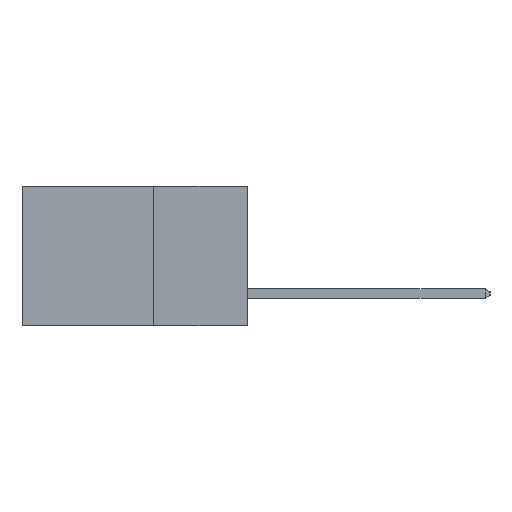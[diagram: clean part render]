
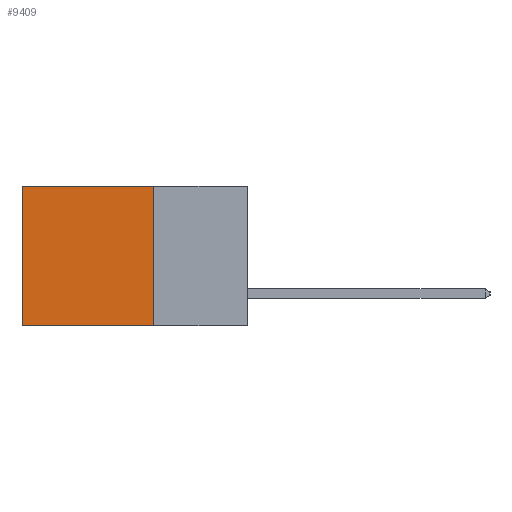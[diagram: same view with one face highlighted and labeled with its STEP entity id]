
A CAD part, left-side view. The second image highlights one B-rep face of the part: STEP entity #9409.
In plain terms, the highlighted planar face has unit normal (-1, 0, 0).
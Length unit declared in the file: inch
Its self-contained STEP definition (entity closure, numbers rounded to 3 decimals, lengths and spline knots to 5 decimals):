
#151 = VERTEX_POINT ( 'NONE', #5523 ) ;
#313 = ORIENTED_EDGE ( 'NONE', *, *, #5247, .T. ) ;
#377 = DIRECTION ( 'NONE',  ( 1., 0., 0. ) ) ;
#1748 = CARTESIAN_POINT ( 'NONE',  ( 0.298, 0.25, 0. ) ) ;
#2996 = EDGE_CURVE ( 'NONE', #4387, #151, #6424, .T. ) ;
#3110 = AXIS2_PLACEMENT_3D ( 'NONE', #11129, #377, #7139 ) ;
#3571 = DIRECTION ( 'NONE',  ( 0., 1., 0. ) ) ;
#3683 = CARTESIAN_POINT ( 'NONE',  ( 0.298, 0.25, -0.37 ) ) ;
#3733 = ORIENTED_EDGE ( 'NONE', *, *, #6957, .T. ) ;
#3896 = VECTOR ( 'NONE', #10197, 39.37008 ) ;
#4020 = CARTESIAN_POINT ( 'NONE',  ( 0.298, 0.6, -0.37 ) ) ;
#4280 = VERTEX_POINT ( 'NONE', #4020 ) ;
#4387 = VERTEX_POINT ( 'NONE', #6382 ) ;
#4915 = EDGE_LOOP ( 'NONE', ( #3733, #5327, #9521, #313 ) ) ;
#5247 = EDGE_CURVE ( 'NONE', #4387, #7451, #10157, .T. ) ;
#5327 = ORIENTED_EDGE ( 'NONE', *, *, #8433, .F. ) ;
#5523 = CARTESIAN_POINT ( 'NONE',  ( 0.298, 0.25, -0.37 ) ) ;
#5545 = CARTESIAN_POINT ( 'NONE',  ( 0.298, 0.25, 0. ) ) ;
#5700 = VECTOR ( 'NONE', #11272, 39.37008 ) ;
#5864 = FACE_OUTER_BOUND ( 'NONE', #4915, .T. ) ;
#6280 = PLANE ( 'NONE',  #3110 ) ;
#6321 = LINE ( 'NONE', #3683, #10438 ) ;
#6382 = CARTESIAN_POINT ( 'NONE',  ( 0.298, 0.25, 0. ) ) ;
#6424 = LINE ( 'NONE', #5545, #3896 ) ;
#6530 = CARTESIAN_POINT ( 'NONE',  ( 0.298, 0.6, 0. ) ) ;
#6957 = EDGE_CURVE ( 'NONE', #7451, #4280, #10928, .T. ) ;
#7139 = DIRECTION ( 'NONE',  ( 0., 0., -1. ) ) ;
#7451 = VERTEX_POINT ( 'NONE', #8933 ) ;
#8433 = EDGE_CURVE ( 'NONE', #151, #4280, #6321, .T. ) ;
#8933 = CARTESIAN_POINT ( 'NONE',  ( 0.298, 0.6, 0. ) ) ;
#9111 = VECTOR ( 'NONE', #11202, 39.37008 ) ;
#9409 = ADVANCED_FACE ( 'NONE', ( #5864 ), #6280, .F. ) ;
#9521 = ORIENTED_EDGE ( 'NONE', *, *, #2996, .F. ) ;
#10157 = LINE ( 'NONE', #1748, #5700 ) ;
#10197 = DIRECTION ( 'NONE',  ( 0., 0., -1. ) ) ;
#10438 = VECTOR ( 'NONE', #3571, 39.37008 ) ;
#10928 = LINE ( 'NONE', #6530, #9111 ) ;
#11129 = CARTESIAN_POINT ( 'NONE',  ( 0.298, 0.25, 0. ) ) ;
#11202 = DIRECTION ( 'NONE',  ( 0., 0., -1. ) ) ;
#11272 = DIRECTION ( 'NONE',  ( 0., 1., 0. ) ) ;
